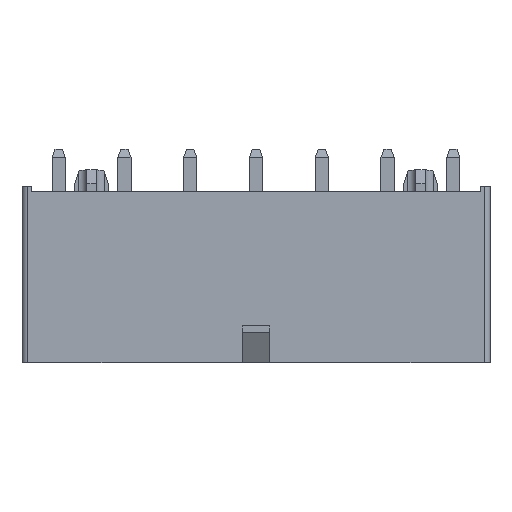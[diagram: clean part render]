
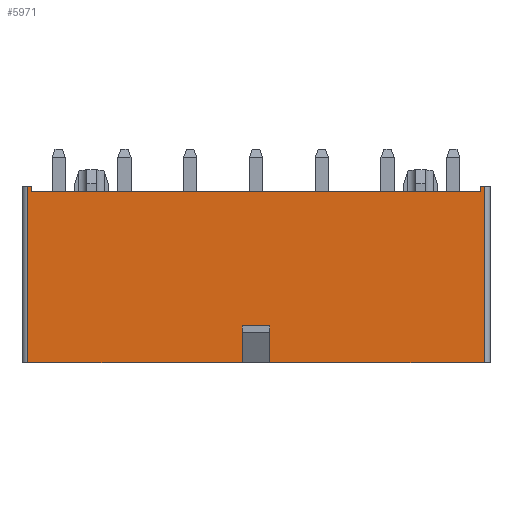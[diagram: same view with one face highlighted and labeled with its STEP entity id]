
A CAD part, top view. The second image highlights one B-rep face of the part: STEP entity #5971.
In plain terms, the highlighted planar face has unit normal (0, 0, 1).
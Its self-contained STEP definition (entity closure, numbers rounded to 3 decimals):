
#324=PLANE('',#6406);
#539=LINE('',#8540,#1278);
#952=LINE('',#9407,#1691);
#955=LINE('',#9415,#1694);
#957=LINE('',#9421,#1696);
#960=LINE('',#9427,#1699);
#961=LINE('',#9429,#1700);
#963=LINE('',#9438,#1702);
#966=LINE('',#9443,#1705);
#967=LINE('',#9444,#1706);
#977=LINE('',#9467,#1716);
#1024=LINE('',#9560,#1763);
#1025=LINE('',#9562,#1764);
#1278=VECTOR('',#6913,1000.);
#1691=VECTOR('',#7656,1000.);
#1694=VECTOR('',#7663,1000.);
#1696=VECTOR('',#7669,1000.);
#1699=VECTOR('',#7674,1000.);
#1700=VECTOR('',#7677,1000.);
#1702=VECTOR('',#7685,1000.);
#1705=VECTOR('',#7690,1000.);
#1706=VECTOR('',#7691,1000.);
#1716=VECTOR('',#7711,1000.);
#1763=VECTOR('',#7848,1000.);
#1764=VECTOR('',#7851,1000.);
#3250=ORIENTED_EDGE('',*,*,#3722,.F.);
#3251=ORIENTED_EDGE('',*,*,#4229,.T.);
#3252=ORIENTED_EDGE('',*,*,#4181,.T.);
#3253=ORIENTED_EDGE('',*,*,#4165,.T.);
#3254=ORIENTED_EDGE('',*,*,#4169,.F.);
#3255=ORIENTED_EDGE('',*,*,#4161,.F.);
#3256=ORIENTED_EDGE('',*,*,#4160,.F.);
#3257=ORIENTED_EDGE('',*,*,#4157,.T.);
#3258=ORIENTED_EDGE('',*,*,#4168,.F.);
#3259=ORIENTED_EDGE('',*,*,#4154,.T.);
#3260=ORIENTED_EDGE('',*,*,#4150,.T.);
#3261=ORIENTED_EDGE('',*,*,#4228,.F.);
#3722=EDGE_CURVE('',#4480,#4481,#539,.T.);
#4150=EDGE_CURVE('',#4770,#4768,#952,.T.);
#4154=EDGE_CURVE('',#4773,#4770,#955,.F.);
#4157=EDGE_CURVE('',#4775,#4695,#957,.T.);
#4160=EDGE_CURVE('',#4775,#4776,#960,.T.);
#4161=EDGE_CURVE('',#4776,#4694,#961,.T.);
#4165=EDGE_CURVE('',#4778,#4780,#963,.T.);
#4168=EDGE_CURVE('',#4773,#4695,#966,.T.);
#4169=EDGE_CURVE('',#4694,#4780,#967,.T.);
#4181=EDGE_CURVE('',#4790,#4778,#977,.T.);
#4228=EDGE_CURVE('',#4481,#4768,#1024,.T.);
#4229=EDGE_CURVE('',#4480,#4790,#1025,.T.);
#4480=VERTEX_POINT('',#8539);
#4481=VERTEX_POINT('',#8541);
#4694=VERTEX_POINT('',#9140);
#4695=VERTEX_POINT('',#9142);
#4768=VERTEX_POINT('',#9405);
#4770=VERTEX_POINT('',#9408);
#4773=VERTEX_POINT('',#9416);
#4775=VERTEX_POINT('',#9422);
#4776=VERTEX_POINT('',#9426);
#4778=VERTEX_POINT('',#9433);
#4780=VERTEX_POINT('',#9437);
#4790=VERTEX_POINT('',#9468);
#5230=EDGE_LOOP('',(#3250,#3251,#3252,#3253,#3254,#3255,#3256,#3257,#3258,
#3259,#3260,#3261));
#5599=FACE_BOUND('',#5230,.T.);
#5971=ADVANCED_FACE('',(#5599),#324,.F.);
#6406=AXIS2_PLACEMENT_3D('',#9561,#7849,#7850);
#6913=DIRECTION('',(1.,0.,0.));
#7656=DIRECTION('',(-1.,0.,0.));
#7663=DIRECTION('',(0.,-1.,0.));
#7669=DIRECTION('',(0.,-1.,0.));
#7674=DIRECTION('',(-1.,0.,0.));
#7677=DIRECTION('',(0.,-1.,0.));
#7685=DIRECTION('',(0.,-1.,0.));
#7690=DIRECTION('',(-1.,0.,0.));
#7691=DIRECTION('',(-1.,0.,0.));
#7711=DIRECTION('',(-1.,0.,0.));
#7848=DIRECTION('',(0.,1.,0.));
#7849=DIRECTION('',(0.,0.,-1.));
#7850=DIRECTION('',(-1.,0.,0.));
#7851=DIRECTION('',(0.,1.,0.));
#8539=CARTESIAN_POINT('',(-19.425,7.15,3.4));
#8540=CARTESIAN_POINT('',(-19.425,7.15,3.4));
#8541=CARTESIAN_POINT('',(19.425,7.15,3.4));
#9140=CARTESIAN_POINT('',(-1.175,-7.65,3.4));
#9142=CARTESIAN_POINT('',(1.175,-7.65,3.4));
#9405=CARTESIAN_POINT('',(19.425,7.65,3.4));
#9407=CARTESIAN_POINT('',(20.275,7.65,3.4));
#9408=CARTESIAN_POINT('',(19.775,7.65,3.4));
#9415=CARTESIAN_POINT('',(19.775,7.65,3.4));
#9416=CARTESIAN_POINT('',(19.775,-7.65,3.4));
#9421=CARTESIAN_POINT('',(1.175,-4.65,3.4));
#9422=CARTESIAN_POINT('',(1.175,-4.65,3.4));
#9426=CARTESIAN_POINT('',(-1.175,-4.65,3.4));
#9427=CARTESIAN_POINT('',(1.175,-4.65,3.4));
#9429=CARTESIAN_POINT('',(-1.175,-4.65,3.4));
#9433=CARTESIAN_POINT('',(-19.775,7.65,3.4));
#9437=CARTESIAN_POINT('',(-19.775,-7.65,3.4));
#9438=CARTESIAN_POINT('',(-19.775,7.65,3.4));
#9443=CARTESIAN_POINT('',(20.275,-7.65,3.4));
#9444=CARTESIAN_POINT('',(20.275,-7.65,3.4));
#9467=CARTESIAN_POINT('',(20.275,7.65,3.4));
#9468=CARTESIAN_POINT('',(-19.425,7.65,3.4));
#9560=CARTESIAN_POINT('',(19.425,7.15,3.4));
#9561=CARTESIAN_POINT('',(20.275,7.65,3.4));
#9562=CARTESIAN_POINT('',(-19.425,7.15,3.4));
